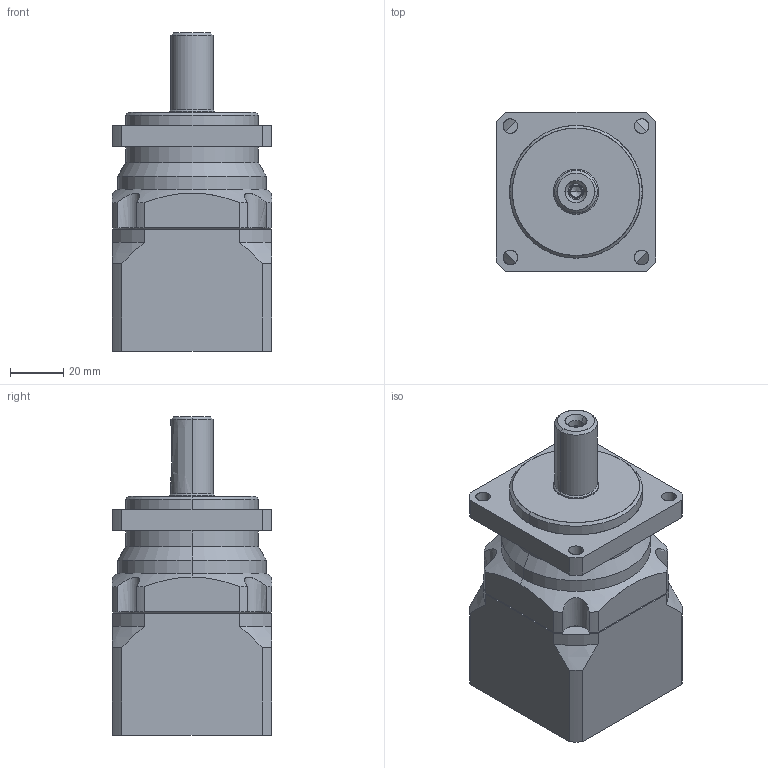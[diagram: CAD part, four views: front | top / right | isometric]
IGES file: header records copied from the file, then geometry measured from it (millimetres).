
Start section: SolidWorks IGES FILE using analytic representation for surfaces
Global section: file name: PB060L1.IGS; native system: SolidWorks 2001Plus by SolidWorks Corporation; preprocessor: Version 5.3; author: STEVEN; date: 100408.132341; units: millimetre
Bounding box: 60 x 60 x 120 mm (x, y, z)
Surface area: 31588.3 mm2 (no closed solid volume)
Topology: 0 solids, 0 shells, 117 faces, 1705 edges, 1703 vertices
Faces by surface type: revolution 89, bspline 28
